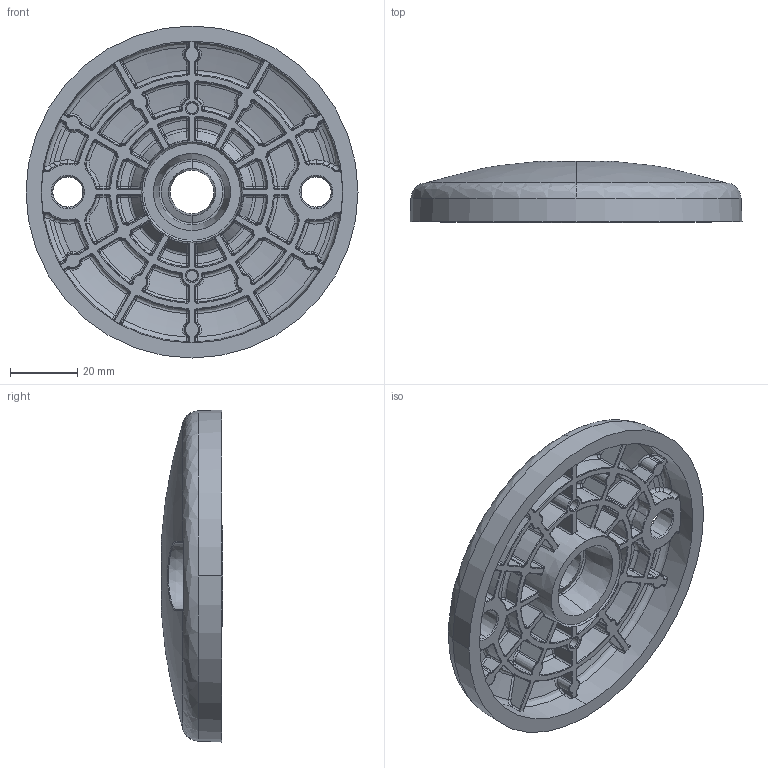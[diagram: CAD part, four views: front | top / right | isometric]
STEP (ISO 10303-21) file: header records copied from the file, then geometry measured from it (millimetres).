
FILE_DESCRIPTION (( 'STEP AP214' ), '1' );
FILE_NAME ('098a100zbs.STEP', '2014-09-09T13:49:09', ( '' ), ( '' ), 'SwSTEP 2.0', 'SolidWorks 2014', '' );
FILE_SCHEMA (( 'AUTOMOTIVE_DESIGN' ));
Length unit declared in the file: inch
Products named in the file (1): 098a100zbs
Bounding box: 99 x 18.2 x 99 mm (x, y, z)
Volume: 49728.2 mm3; surface area: 30527.9 mm2
Topology: 1 solids, 1 shells, 1367 faces, 3137 edges, 1788 vertices
Faces by surface type: bspline 1023, cone 153, plane 99, cylinder 92
Entity records: 76266 total; most frequent: CARTESIAN_POINT 34535, ORIENTED_EDGE 6274, DIRECTION 3359, EDGE_CURVE 3137, VERTEX_POINT 1788, AXIS2_PLACEMENT_3D 1470, B_SPLINE_CURVE_WITH_KNOTS 1436, EDGE_LOOP 1389
